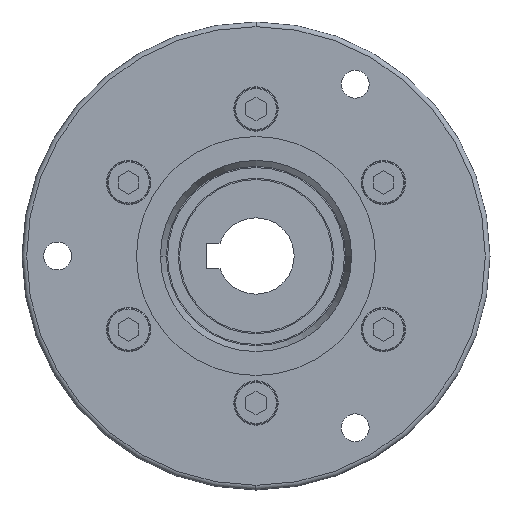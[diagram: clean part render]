
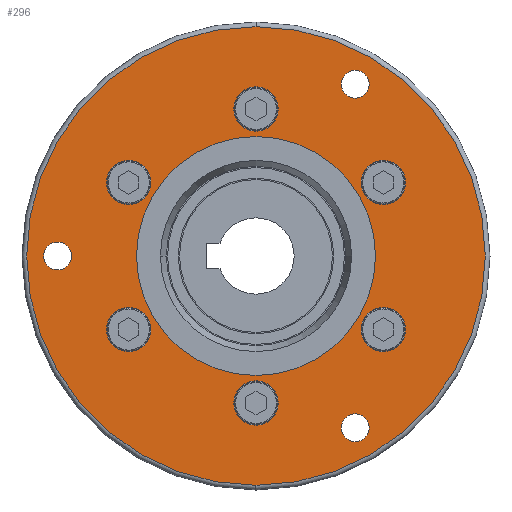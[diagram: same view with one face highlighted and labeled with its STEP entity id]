
A CAD part, left-side view. The second image highlights one B-rep face of the part: STEP entity #296.
In plain terms, the highlighted planar face has unit normal (-1, 0, 0).
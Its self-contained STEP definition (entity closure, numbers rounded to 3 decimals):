
#296=ADVANCED_FACE('',(#848,#849,#850,#851,#852,#853,#854,#855,#856,#857,#858),#859,.T.);
#848=FACE_BOUND('',#1416,.T.);
#849=FACE_BOUND('',#1417,.T.);
#850=FACE_BOUND('',#1418,.T.);
#851=FACE_BOUND('',#1419,.T.);
#852=FACE_BOUND('',#1420,.T.);
#853=FACE_BOUND('',#1421,.T.);
#854=FACE_BOUND('',#1422,.T.);
#855=FACE_BOUND('',#1423,.T.);
#856=FACE_BOUND('',#1424,.T.);
#857=FACE_OUTER_BOUND('',#1425,.T.);
#858=FACE_BOUND('',#1426,.T.);
#859=PLANE('',#1427);
#1416=EDGE_LOOP('',(#3396,#3397));
#1417=EDGE_LOOP('',(#3398,#3399));
#1418=EDGE_LOOP('',(#3400,#3401));
#1419=EDGE_LOOP('',(#3402,#3403));
#1420=EDGE_LOOP('',(#3404,#3405));
#1421=EDGE_LOOP('',(#3406,#3407));
#1422=EDGE_LOOP('',(#3408,#3409));
#1423=EDGE_LOOP('',(#3410,#3411));
#1424=EDGE_LOOP('',(#3412,#3413));
#1425=EDGE_LOOP('',(#3414,#3415,#3416));
#1426=EDGE_LOOP('',(#3417,#3418));
#1427=AXIS2_PLACEMENT_3D('',#3419,#3420,#3421);
#3396=ORIENTED_EDGE('',*,*,#3726,.T.);
#3397=ORIENTED_EDGE('',*,*,#3718,.T.);
#3398=ORIENTED_EDGE('',*,*,#3730,.T.);
#3399=ORIENTED_EDGE('',*,*,#3710,.T.);
#3400=ORIENTED_EDGE('',*,*,#3734,.T.);
#3401=ORIENTED_EDGE('',*,*,#3702,.T.);
#3402=ORIENTED_EDGE('',*,*,#3598,.T.);
#3403=ORIENTED_EDGE('',*,*,#3925,.T.);
#3404=ORIENTED_EDGE('',*,*,#3585,.T.);
#3405=ORIENTED_EDGE('',*,*,#3949,.T.);
#3406=ORIENTED_EDGE('',*,*,#3572,.T.);
#3407=ORIENTED_EDGE('',*,*,#3973,.T.);
#3408=ORIENTED_EDGE('',*,*,#3559,.T.);
#3409=ORIENTED_EDGE('',*,*,#3997,.T.);
#3410=ORIENTED_EDGE('',*,*,#3546,.T.);
#3411=ORIENTED_EDGE('',*,*,#4021,.T.);
#3412=ORIENTED_EDGE('',*,*,#3533,.T.);
#3413=ORIENTED_EDGE('',*,*,#4045,.T.);
#3414=ORIENTED_EDGE('',*,*,#4083,.T.);
#3415=ORIENTED_EDGE('',*,*,#3476,.T.);
#3416=ORIENTED_EDGE('',*,*,#4084,.T.);
#3417=ORIENTED_EDGE('',*,*,#3466,.T.);
#3418=ORIENTED_EDGE('',*,*,#4085,.T.);
#3419=CARTESIAN_POINT('',(3.0,0.0,0.0));
#3420=DIRECTION('',(-1.0,0.0,0.0));
#3421=DIRECTION('',(0.0,0.0,1.0));
#3466=EDGE_CURVE('',#4092,#4096,#4098,.T.);
#3476=EDGE_CURVE('',#4112,#4114,#4116,.T.);
#3533=EDGE_CURVE('',#4224,#4221,#4225,.T.);
#3546=EDGE_CURVE('',#4249,#4246,#4250,.T.);
#3559=EDGE_CURVE('',#4274,#4271,#4275,.T.);
#3572=EDGE_CURVE('',#4299,#4296,#4300,.T.);
#3585=EDGE_CURVE('',#4324,#4321,#4325,.T.);
#3598=EDGE_CURVE('',#4349,#4346,#4350,.T.);
#3702=EDGE_CURVE('',#4543,#4547,#4549,.T.);
#3710=EDGE_CURVE('',#4559,#4563,#4565,.T.);
#3718=EDGE_CURVE('',#4575,#4579,#4581,.T.);
#3726=EDGE_CURVE('',#4579,#4575,#4593,.T.);
#3730=EDGE_CURVE('',#4563,#4559,#4597,.T.);
#3734=EDGE_CURVE('',#4547,#4543,#4601,.T.);
#3925=EDGE_CURVE('',#4346,#4349,#4895,.T.);
#3949=EDGE_CURVE('',#4321,#4324,#4932,.T.);
#3973=EDGE_CURVE('',#4296,#4299,#4969,.T.);
#3997=EDGE_CURVE('',#4271,#4274,#5006,.T.);
#4021=EDGE_CURVE('',#4246,#4249,#5043,.T.);
#4045=EDGE_CURVE('',#4221,#4224,#5080,.T.);
#4083=EDGE_CURVE('',#5130,#4112,#5131,.T.);
#4084=EDGE_CURVE('',#4114,#5130,#5132,.T.);
#4085=EDGE_CURVE('',#4096,#4092,#5133,.T.);
#4092=VERTEX_POINT('',#5142);
#4096=VERTEX_POINT('',#5147);
#4098=CIRCLE('',#5150,23.5);
#4112=VERTEX_POINT('',#5166);
#4114=VERTEX_POINT('',#5168);
#4116=CIRCLE('',#5170,45.08);
#4221=VERTEX_POINT('',#5362);
#4224=VERTEX_POINT('',#5366);
#4225=CIRCLE('',#5367,4.356);
#4246=VERTEX_POINT('',#5391);
#4249=VERTEX_POINT('',#5395);
#4250=CIRCLE('',#5396,4.356);
#4271=VERTEX_POINT('',#5420);
#4274=VERTEX_POINT('',#5424);
#4275=CIRCLE('',#5425,4.356);
#4296=VERTEX_POINT('',#5449);
#4299=VERTEX_POINT('',#5453);
#4300=CIRCLE('',#5454,4.356);
#4321=VERTEX_POINT('',#5478);
#4324=VERTEX_POINT('',#5482);
#4325=CIRCLE('',#5483,4.356);
#4346=VERTEX_POINT('',#5507);
#4349=VERTEX_POINT('',#5511);
#4350=CIRCLE('',#5512,4.356);
#4543=VERTEX_POINT('',#5738);
#4547=VERTEX_POINT('',#5743);
#4549=CIRCLE('',#5746,2.75);
#4559=VERTEX_POINT('',#5758);
#4563=VERTEX_POINT('',#5763);
#4565=CIRCLE('',#5766,2.75);
#4575=VERTEX_POINT('',#5778);
#4579=VERTEX_POINT('',#5783);
#4581=CIRCLE('',#5786,2.75);
#4593=CIRCLE('',#5800,2.75);
#4597=CIRCLE('',#5804,2.75);
#4601=CIRCLE('',#5808,2.75);
#4895=CIRCLE('',#6242,4.356);
#4932=CIRCLE('',#6297,4.356);
#4969=CIRCLE('',#6352,4.356);
#5006=CIRCLE('',#6407,4.356);
#5043=CIRCLE('',#6462,4.356);
#5080=CIRCLE('',#6517,4.356);
#5130=VERTEX_POINT('',#6575);
#5131=CIRCLE('',#6576,45.08);
#5132=CIRCLE('',#6577,45.08);
#5133=CIRCLE('',#6578,23.5);
#5142=CARTESIAN_POINT('',(3.0,0.0,-23.5));
#5147=CARTESIAN_POINT('',(3.0,0.,23.5));
#5150=AXIS2_PLACEMENT_3D('',#6591,#6592,#6593);
#5166=CARTESIAN_POINT('',(3.0,0.,45.08));
#5168=CARTESIAN_POINT('',(3.0,0.,-45.08));
#5170=AXIS2_PLACEMENT_3D('',#6617,#6618,#6619);
#5362=CARTESIAN_POINT('',(3.0,28.801,16.628));
#5366=CARTESIAN_POINT('',(3.0,21.256,12.272));
#5367=AXIS2_PLACEMENT_3D('',#6737,#6738,#6739);
#5391=CARTESIAN_POINT('',(3.0,0.,33.256));
#5395=CARTESIAN_POINT('',(3.0,0.,24.544));
#5396=AXIS2_PLACEMENT_3D('',#6768,#6769,#6770);
#5420=CARTESIAN_POINT('',(3.0,-28.801,16.628));
#5424=CARTESIAN_POINT('',(3.0,-21.256,12.272));
#5425=AXIS2_PLACEMENT_3D('',#6799,#6800,#6801);
#5449=CARTESIAN_POINT('',(3.0,-28.801,-16.628));
#5453=CARTESIAN_POINT('',(3.0,-21.256,-12.272));
#5454=AXIS2_PLACEMENT_3D('',#6830,#6831,#6832);
#5478=CARTESIAN_POINT('',(3.0,0.,-33.256));
#5482=CARTESIAN_POINT('',(3.0,0.,-24.544));
#5483=AXIS2_PLACEMENT_3D('',#6861,#6862,#6863);
#5507=CARTESIAN_POINT('',(3.0,28.801,-16.628));
#5511=CARTESIAN_POINT('',(3.0,21.256,-12.272));
#5512=AXIS2_PLACEMENT_3D('',#6892,#6893,#6894);
#5738=CARTESIAN_POINT('',(3.0,39.0,-2.75));
#5743=CARTESIAN_POINT('',(3.0,39.0,2.75));
#5746=AXIS2_PLACEMENT_3D('',#7134,#7135,#7136);
#5758=CARTESIAN_POINT('',(3.0,-17.118,35.15));
#5763=CARTESIAN_POINT('',(3.0,-21.882,32.4));
#5766=AXIS2_PLACEMENT_3D('',#7150,#7151,#7152);
#5778=CARTESIAN_POINT('',(3.0,-21.882,-32.4));
#5783=CARTESIAN_POINT('',(3.0,-17.118,-35.15));
#5786=AXIS2_PLACEMENT_3D('',#7166,#7167,#7168);
#5800=AXIS2_PLACEMENT_3D('',#7186,#7187,#7188);
#5804=AXIS2_PLACEMENT_3D('',#7198,#7199,#7200);
#5808=AXIS2_PLACEMENT_3D('',#7210,#7211,#7212);
#6242=AXIS2_PLACEMENT_3D('',#7503,#7504,#7505);
#6297=AXIS2_PLACEMENT_3D('',#7539,#7540,#7541);
#6352=AXIS2_PLACEMENT_3D('',#7575,#7576,#7577);
#6407=AXIS2_PLACEMENT_3D('',#7611,#7612,#7613);
#6462=AXIS2_PLACEMENT_3D('',#7647,#7648,#7649);
#6517=AXIS2_PLACEMENT_3D('',#7683,#7684,#7685);
#6575=CARTESIAN_POINT('',(3.0,-45.08,0.));
#6576=AXIS2_PLACEMENT_3D('',#7781,#7782,#7783);
#6577=AXIS2_PLACEMENT_3D('',#7784,#7785,#7786);
#6578=AXIS2_PLACEMENT_3D('',#7787,#7788,#7789);
#6591=CARTESIAN_POINT('',(3.0,0.0,0.0));
#6592=DIRECTION('',(1.0,0.0,0.0));
#6593=DIRECTION('',(0.0,0.0,-1.0));
#6617=CARTESIAN_POINT('',(3.0,0.,0.));
#6618=DIRECTION('',(-1.0,-0.0,0.0));
#6619=DIRECTION('',(0.0,-1.0,0.));
#6737=CARTESIAN_POINT('',(3.0,25.028,14.45));
#6738=DIRECTION('',(1.0,0.0,-0.0));
#6739=DIRECTION('',(0.0,0.866,0.5));
#6768=CARTESIAN_POINT('',(3.0,0.,28.9));
#6769=DIRECTION('',(1.0,0.0,-0.0));
#6770=DIRECTION('',(0.0,0.,1.0));
#6799=CARTESIAN_POINT('',(3.0,-25.028,14.45));
#6800=DIRECTION('',(1.0,0.0,0.0));
#6801=DIRECTION('',(0.0,-0.866,0.5));
#6830=CARTESIAN_POINT('',(3.0,-25.028,-14.45));
#6831=DIRECTION('',(1.0,0.0,0.0));
#6832=DIRECTION('',(0.0,-0.866,-0.5));
#6861=CARTESIAN_POINT('',(3.0,0.,-28.9));
#6862=DIRECTION('',(1.0,0.0,0.0));
#6863=DIRECTION('',(0.0,0.,-1.0));
#6892=CARTESIAN_POINT('',(3.0,25.028,-14.45));
#6893=DIRECTION('',(1.0,0.0,0.0));
#6894=DIRECTION('',(0.0,0.866,-0.5));
#7134=CARTESIAN_POINT('',(3.0,39.0,0.0));
#7135=DIRECTION('',(1.0,0.0,0.0));
#7136=DIRECTION('',(0.0,0.0,-1.0));
#7150=CARTESIAN_POINT('',(3.0,-19.5,33.775));
#7151=DIRECTION('',(1.0,0.0,-0.0));
#7152=DIRECTION('',(0.0,0.866,0.5));
#7166=CARTESIAN_POINT('',(3.0,-19.5,-33.775));
#7167=DIRECTION('',(1.0,0.0,0.0));
#7168=DIRECTION('',(0.0,-0.866,0.5));
#7186=CARTESIAN_POINT('',(3.0,-19.5,-33.775));
#7187=DIRECTION('',(1.0,0.0,0.0));
#7188=DIRECTION('',(0.0,-0.866,0.5));
#7198=CARTESIAN_POINT('',(3.0,-19.5,33.775));
#7199=DIRECTION('',(1.0,0.0,-0.0));
#7200=DIRECTION('',(0.0,0.866,0.5));
#7210=CARTESIAN_POINT('',(3.0,39.0,0.0));
#7211=DIRECTION('',(1.0,0.0,0.0));
#7212=DIRECTION('',(0.0,0.0,-1.0));
#7503=CARTESIAN_POINT('',(3.0,25.028,-14.45));
#7504=DIRECTION('',(1.0,0.0,0.0));
#7505=DIRECTION('',(0.0,0.866,-0.5));
#7539=CARTESIAN_POINT('',(3.0,0.,-28.9));
#7540=DIRECTION('',(1.0,0.0,0.0));
#7541=DIRECTION('',(0.0,0.,-1.0));
#7575=CARTESIAN_POINT('',(3.0,-25.028,-14.45));
#7576=DIRECTION('',(1.0,0.0,0.0));
#7577=DIRECTION('',(0.0,-0.866,-0.5));
#7611=CARTESIAN_POINT('',(3.0,-25.028,14.45));
#7612=DIRECTION('',(1.0,0.0,0.0));
#7613=DIRECTION('',(0.0,-0.866,0.5));
#7647=CARTESIAN_POINT('',(3.0,0.,28.9));
#7648=DIRECTION('',(1.0,0.0,-0.0));
#7649=DIRECTION('',(0.0,0.,1.0));
#7683=CARTESIAN_POINT('',(3.0,25.028,14.45));
#7684=DIRECTION('',(1.0,0.0,-0.0));
#7685=DIRECTION('',(0.0,0.866,0.5));
#7781=CARTESIAN_POINT('',(3.0,0.,0.));
#7782=DIRECTION('',(-1.0,-0.0,0.0));
#7783=DIRECTION('',(0.0,-1.0,0.));
#7784=CARTESIAN_POINT('',(3.0,0.,0.));
#7785=DIRECTION('',(-1.0,-0.0,0.0));
#7786=DIRECTION('',(0.0,-1.0,0.));
#7787=CARTESIAN_POINT('',(3.0,0.0,0.0));
#7788=DIRECTION('',(1.0,0.0,0.0));
#7789=DIRECTION('',(0.0,0.0,-1.0));
